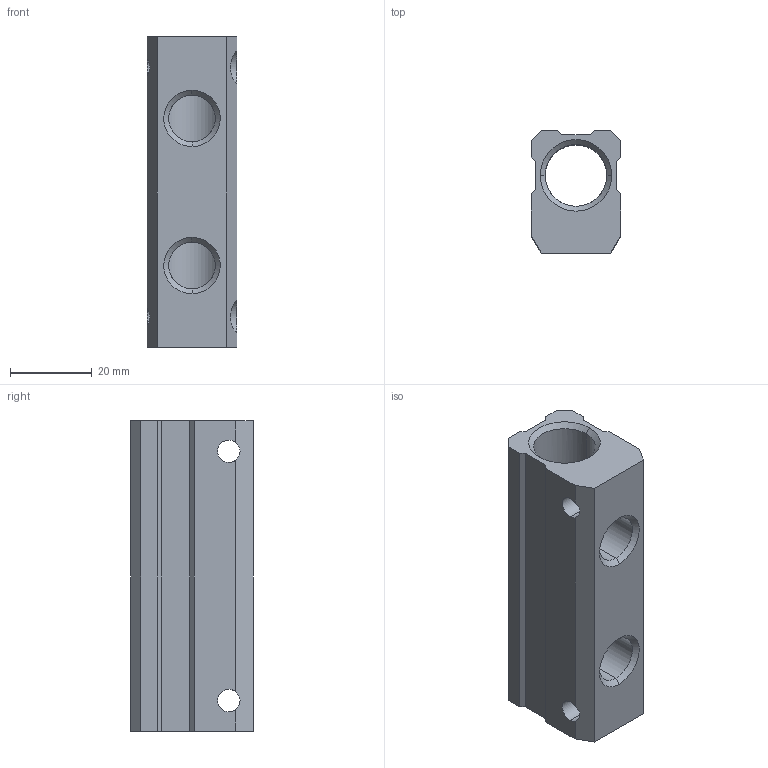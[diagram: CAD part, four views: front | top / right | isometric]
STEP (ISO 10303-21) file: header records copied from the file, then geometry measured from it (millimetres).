
FILE_DESCRIPTION (( 'STEP AP214' ), '1' );
FILE_NAME ('DRF.2F03.2F02.STEP', '2017-12-13T09:52:30', ( '' ), ( '' ), 'SwSTEP 2.0', 'SolidWorks 2018', '' );
FILE_SCHEMA (( 'AUTOMOTIVE_DESIGN' ));
Length unit declared in the file: millimetre
Products named in the file (1): DRF.2F03.2F02
Bounding box: 22 x 30 x 76 mm (x, y, z)
Volume: 29451.6 mm3; surface area: 13186.2 mm2
Topology: 1 solids, 1 shells, 50 faces, 138 edges, 88 vertices
Faces by surface type: plane 24, cylinder 18, cone 8
Entity records: 2681 total; most frequent: CARTESIAN_POINT 1390, ORIENTED_EDGE 276, DIRECTION 207, EDGE_CURVE 138, VERTEX_POINT 88, LINE 85, VECTOR 85, AXIS2_PLACEMENT_3D 61
